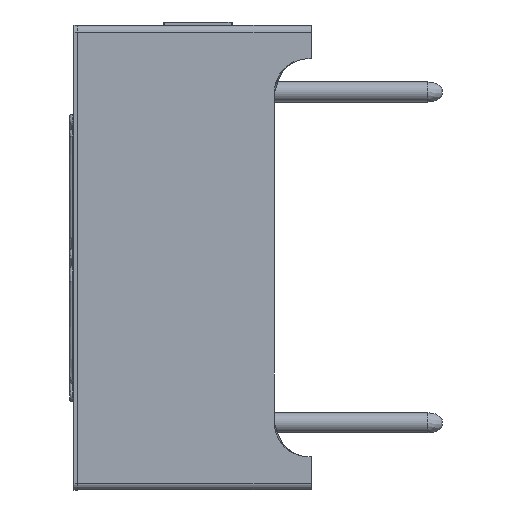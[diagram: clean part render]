
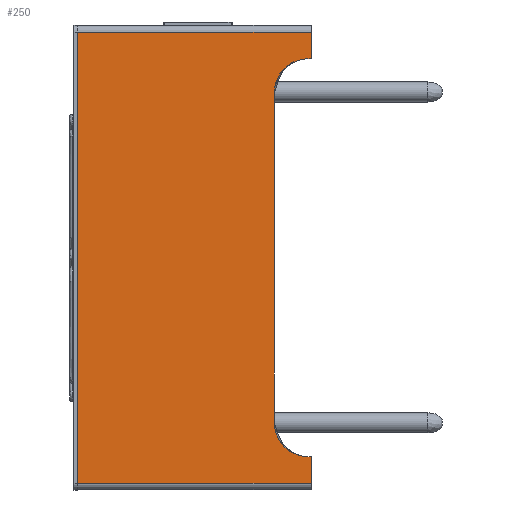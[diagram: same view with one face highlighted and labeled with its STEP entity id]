
A CAD part, left-side view. The second image highlights one B-rep face of the part: STEP entity #250.
In plain terms, the highlighted planar face has unit normal (-1, 0, 0).
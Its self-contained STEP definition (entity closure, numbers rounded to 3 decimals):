
#250=ADVANCED_FACE('',(#1109),#12888,.T.);
#1109=FACE_OUTER_BOUND('',#1968,.T.);
#1968=EDGE_LOOP('',(#2964,#2965,#2966,#2967,#2968,#2969,#2970,#2971,#2972,
#2973));
#2964=ORIENTED_EDGE('',*,*,#6973,.T.);
#2965=ORIENTED_EDGE('',*,*,#6972,.F.);
#2966=ORIENTED_EDGE('',*,*,#6971,.F.);
#2967=ORIENTED_EDGE('',*,*,#6995,.T.);
#2968=ORIENTED_EDGE('',*,*,#6939,.T.);
#2969=ORIENTED_EDGE('',*,*,#6931,.F.);
#2970=ORIENTED_EDGE('',*,*,#6938,.T.);
#2971=ORIENTED_EDGE('',*,*,#6930,.T.);
#2972=ORIENTED_EDGE('',*,*,#6970,.T.);
#2973=ORIENTED_EDGE('',*,*,#6974,.F.);
#6930=EDGE_CURVE('',#10971,#10986,#10515,.T.);
#6931=EDGE_CURVE('',#10973,#10972,#10516,.T.);
#6938=EDGE_CURVE('',#10973,#10971,#10523,.T.);
#6939=EDGE_CURVE('',#10970,#10972,#10524,.T.);
#6970=EDGE_CURVE('',#10986,#10988,#10543,.T.);
#6971=EDGE_CURVE('',#10987,#10989,#10544,.T.);
#6972=EDGE_CURVE('',#10989,#10990,#8953,.T.);
#6973=EDGE_CURVE('',#10991,#10990,#10545,.T.);
#6974=EDGE_CURVE('',#10991,#10988,#8954,.T.);
#6995=EDGE_CURVE('',#10987,#10970,#10564,.T.);
#8953=(
BOUNDED_CURVE()
B_SPLINE_CURVE(2,(#13698,#13699,#13700),.UNSPECIFIED.,.F.,.F.)
B_SPLINE_CURVE_WITH_KNOTS((3,3),(0.,1.571),.UNSPECIFIED.)
CURVE()
GEOMETRIC_REPRESENTATION_ITEM()
RATIONAL_B_SPLINE_CURVE((1.,0.707,1.))
REPRESENTATION_ITEM('')
);
#8954=(
BOUNDED_CURVE()
B_SPLINE_CURVE(2,(#13703,#13704,#13705),.UNSPECIFIED.,.F.,.F.)
B_SPLINE_CURVE_WITH_KNOTS((3,3),(-1.571,0.),.UNSPECIFIED.)
CURVE()
GEOMETRIC_REPRESENTATION_ITEM()
RATIONAL_B_SPLINE_CURVE((1.,0.707,1.))
REPRESENTATION_ITEM('')
);
#10515=B_SPLINE_CURVE_WITH_KNOTS('',1,(#13602,#13603),.UNSPECIFIED.,.F.,
 .F.,(2,2),(74.1,74.9),.UNSPECIFIED.);
#10516=B_SPLINE_CURVE_WITH_KNOTS('',1,(#13604,#13605),.UNSPECIFIED.,.F.,
 .F.,(2,2),(74.1,87.6),.UNSPECIFIED.);
#10523=B_SPLINE_CURVE_WITH_KNOTS('',1,(#13618,#13619),.UNSPECIFIED.,.F.,
 .F.,(2,2),(0.,7.),.UNSPECIFIED.);
#10524=B_SPLINE_CURVE_WITH_KNOTS('',1,(#13620,#13621),.UNSPECIFIED.,.F.,
 .F.,(2,2),(0.,7.),.UNSPECIFIED.);
#10543=B_SPLINE_CURVE_WITH_KNOTS('',1,(#13694,#13695),.UNSPECIFIED.,.F.,
 .F.,(2,2),(0.,0.1),.UNSPECIFIED.);
#10544=B_SPLINE_CURVE_WITH_KNOTS('',1,(#13696,#13697),.UNSPECIFIED.,.F.,
 .F.,(2,2),(0.,0.1),.UNSPECIFIED.);
#10545=B_SPLINE_CURVE_WITH_KNOTS('',1,(#13701,#13702),.UNSPECIFIED.,.F.,
 .F.,(2,2),(72.9,82.8),.UNSPECIFIED.);
#10564=B_SPLINE_CURVE_WITH_KNOTS('',1,(#13772,#13773),.UNSPECIFIED.,.F.,
 .F.,(2,2),(86.8,87.6),.UNSPECIFIED.);
#10970=VERTEX_POINT('',#13550);
#10971=VERTEX_POINT('',#13551);
#10972=VERTEX_POINT('',#13552);
#10973=VERTEX_POINT('',#13553);
#10986=VERTEX_POINT('',#13566);
#10987=VERTEX_POINT('',#13567);
#10988=VERTEX_POINT('',#13568);
#10989=VERTEX_POINT('',#13569);
#10990=VERTEX_POINT('',#13570);
#10991=VERTEX_POINT('',#13571);
#12888=PLANE('',#13130);
#13130=AXIS2_PLACEMENT_3D('',#13444,#13287,$);
#13287=DIRECTION('',(-1.,0.,0.));
#13444=CARTESIAN_POINT('',(0.,6.,-5.9));
#13550=CARTESIAN_POINT('',(0.,6.,7.8));
#13551=CARTESIAN_POINT('',(0.,6.,-5.7));
#13552=CARTESIAN_POINT('',(0.,13.,7.8));
#13553=CARTESIAN_POINT('',(0.,13.,-5.7));
#13566=CARTESIAN_POINT('',(0.,6.,-4.9));
#13567=CARTESIAN_POINT('',(0.,6.,7.));
#13568=CARTESIAN_POINT('',(0.,6.1,-4.9));
#13569=CARTESIAN_POINT('',(0.,6.1,7.));
#13570=CARTESIAN_POINT('',(0.,7.1,6.));
#13571=CARTESIAN_POINT('',(0.,7.1,-3.9));
#13602=CARTESIAN_POINT('',(0.,6.,-5.7));
#13603=CARTESIAN_POINT('',(0.,6.,-4.9));
#13604=CARTESIAN_POINT('',(0.,13.,-5.7));
#13605=CARTESIAN_POINT('',(0.,13.,7.8));
#13618=CARTESIAN_POINT('',(0.,13.,-5.7));
#13619=CARTESIAN_POINT('',(0.,6.,-5.7));
#13620=CARTESIAN_POINT('',(0.,6.,7.8));
#13621=CARTESIAN_POINT('',(0.,13.,7.8));
#13694=CARTESIAN_POINT('',(0.,6.,-4.9));
#13695=CARTESIAN_POINT('',(0.,6.1,-4.9));
#13696=CARTESIAN_POINT('',(0.,6.,7.));
#13697=CARTESIAN_POINT('',(0.,6.1,7.));
#13698=CARTESIAN_POINT('',(0.,6.1,7.));
#13699=CARTESIAN_POINT('',(0.,7.1,7.));
#13700=CARTESIAN_POINT('',(0.,7.1,6.));
#13701=CARTESIAN_POINT('',(0.,7.1,-3.9));
#13702=CARTESIAN_POINT('',(0.,7.1,6.));
#13703=CARTESIAN_POINT('',(0.,7.1,-3.9));
#13704=CARTESIAN_POINT('',(0.,7.1,-4.9));
#13705=CARTESIAN_POINT('',(0.,6.1,-4.9));
#13772=CARTESIAN_POINT('',(0.,6.,7.));
#13773=CARTESIAN_POINT('',(0.,6.,7.8));
